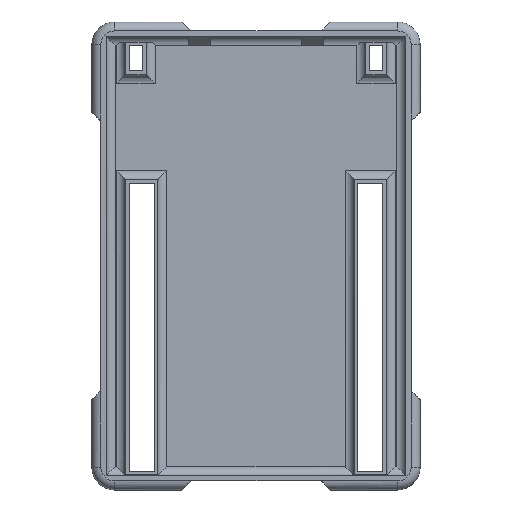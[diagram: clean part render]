
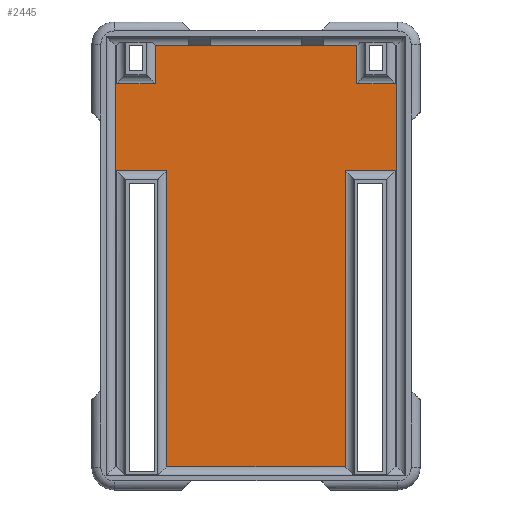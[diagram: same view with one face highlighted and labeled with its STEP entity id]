
A CAD part, top view. The second image highlights one B-rep face of the part: STEP entity #2445.
In plain terms, the highlighted planar face has unit normal (0, 0, 1).
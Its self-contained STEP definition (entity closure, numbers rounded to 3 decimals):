
#39=PLANE('',#2604);
#124=FACE_OUTER_BOUND('',#263,.T.);
#263=EDGE_LOOP('',(#1667,#1668,#1669,#1670,#1671,#1672,#1673,#1674,#1675,
#1676,#1677,#1678,#1679,#1680,#1681,#1682,#1683,#1684,#1685,#1686));
#522=LINE('',#3602,#785);
#524=LINE('',#3612,#787);
#527=LINE('',#3623,#790);
#528=LINE('',#3626,#791);
#529=LINE('',#3628,#792);
#530=LINE('',#3630,#793);
#531=LINE('',#3632,#794);
#532=LINE('',#3634,#795);
#533=LINE('',#3636,#796);
#534=LINE('',#3638,#797);
#535=LINE('',#3640,#798);
#536=LINE('',#3642,#799);
#537=LINE('',#3644,#800);
#538=LINE('',#3646,#801);
#539=LINE('',#3648,#802);
#540=LINE('',#3650,#803);
#541=LINE('',#3652,#804);
#542=LINE('',#3654,#805);
#543=LINE('',#3656,#806);
#544=LINE('',#3657,#807);
#785=VECTOR('',#2845,10.);
#787=VECTOR('',#2855,10.);
#790=VECTOR('',#2866,10.);
#791=VECTOR('',#2869,10.);
#792=VECTOR('',#2870,10.);
#793=VECTOR('',#2871,10.);
#794=VECTOR('',#2872,10.);
#795=VECTOR('',#2873,10.);
#796=VECTOR('',#2874,10.);
#797=VECTOR('',#2875,10.);
#798=VECTOR('',#2876,10.);
#799=VECTOR('',#2877,10.);
#800=VECTOR('',#2878,10.);
#801=VECTOR('',#2879,10.);
#802=VECTOR('',#2880,10.);
#803=VECTOR('',#2881,10.);
#804=VECTOR('',#2882,10.);
#805=VECTOR('',#2883,10.);
#806=VECTOR('',#2884,10.);
#807=VECTOR('',#2885,10.);
#1048=VERTEX_POINT('',#3600);
#1049=VERTEX_POINT('',#3601);
#1053=VERTEX_POINT('',#3611);
#1057=VERTEX_POINT('',#3621);
#1058=VERTEX_POINT('',#3625);
#1059=VERTEX_POINT('',#3627);
#1060=VERTEX_POINT('',#3629);
#1061=VERTEX_POINT('',#3631);
#1062=VERTEX_POINT('',#3633);
#1063=VERTEX_POINT('',#3635);
#1064=VERTEX_POINT('',#3637);
#1065=VERTEX_POINT('',#3639);
#1066=VERTEX_POINT('',#3641);
#1067=VERTEX_POINT('',#3643);
#1068=VERTEX_POINT('',#3645);
#1069=VERTEX_POINT('',#3647);
#1070=VERTEX_POINT('',#3649);
#1071=VERTEX_POINT('',#3651);
#1072=VERTEX_POINT('',#3653);
#1073=VERTEX_POINT('',#3655);
#1283=EDGE_CURVE('',#1048,#1049,#522,.T.);
#1288=EDGE_CURVE('',#1053,#1048,#524,.T.);
#1294=EDGE_CURVE('',#1057,#1053,#527,.T.);
#1295=EDGE_CURVE('',#1058,#1057,#528,.T.);
#1296=EDGE_CURVE('',#1059,#1058,#529,.T.);
#1297=EDGE_CURVE('',#1060,#1059,#530,.T.);
#1298=EDGE_CURVE('',#1061,#1060,#531,.T.);
#1299=EDGE_CURVE('',#1062,#1061,#532,.T.);
#1300=EDGE_CURVE('',#1063,#1062,#533,.T.);
#1301=EDGE_CURVE('',#1064,#1063,#534,.T.);
#1302=EDGE_CURVE('',#1065,#1064,#535,.T.);
#1303=EDGE_CURVE('',#1066,#1065,#536,.T.);
#1304=EDGE_CURVE('',#1067,#1066,#537,.T.);
#1305=EDGE_CURVE('',#1068,#1067,#538,.T.);
#1306=EDGE_CURVE('',#1069,#1068,#539,.T.);
#1307=EDGE_CURVE('',#1070,#1069,#540,.T.);
#1308=EDGE_CURVE('',#1071,#1070,#541,.T.);
#1309=EDGE_CURVE('',#1072,#1071,#542,.T.);
#1310=EDGE_CURVE('',#1073,#1072,#543,.T.);
#1311=EDGE_CURVE('',#1049,#1073,#544,.T.);
#1667=ORIENTED_EDGE('',*,*,#1283,.F.);
#1668=ORIENTED_EDGE('',*,*,#1288,.F.);
#1669=ORIENTED_EDGE('',*,*,#1294,.F.);
#1670=ORIENTED_EDGE('',*,*,#1295,.F.);
#1671=ORIENTED_EDGE('',*,*,#1296,.F.);
#1672=ORIENTED_EDGE('',*,*,#1297,.F.);
#1673=ORIENTED_EDGE('',*,*,#1298,.F.);
#1674=ORIENTED_EDGE('',*,*,#1299,.F.);
#1675=ORIENTED_EDGE('',*,*,#1300,.F.);
#1676=ORIENTED_EDGE('',*,*,#1301,.F.);
#1677=ORIENTED_EDGE('',*,*,#1302,.F.);
#1678=ORIENTED_EDGE('',*,*,#1303,.F.);
#1679=ORIENTED_EDGE('',*,*,#1304,.F.);
#1680=ORIENTED_EDGE('',*,*,#1305,.F.);
#1681=ORIENTED_EDGE('',*,*,#1306,.F.);
#1682=ORIENTED_EDGE('',*,*,#1307,.F.);
#1683=ORIENTED_EDGE('',*,*,#1308,.F.);
#1684=ORIENTED_EDGE('',*,*,#1309,.F.);
#1685=ORIENTED_EDGE('',*,*,#1310,.F.);
#1686=ORIENTED_EDGE('',*,*,#1311,.F.);
#2445=ADVANCED_FACE('',(#124),#39,.F.);
#2604=AXIS2_PLACEMENT_3D('',#3624,#2867,#2868);
#2845=DIRECTION('',(0.,1.,0.));
#2855=DIRECTION('',(1.,0.,0.));
#2866=DIRECTION('',(0.,-1.,0.));
#2867=DIRECTION('center_axis',(0.,0.,-1.));
#2868=DIRECTION('ref_axis',(-1.,0.,0.));
#2869=DIRECTION('',(1.,0.,0.));
#2870=DIRECTION('',(0.,1.,0.));
#2871=DIRECTION('',(1.,0.,0.));
#2872=DIRECTION('',(0.,-1.,0.));
#2873=DIRECTION('',(1.,0.,0.));
#2874=DIRECTION('',(0.,1.,0.));
#2875=DIRECTION('',(-1.,0.,0.));
#2876=DIRECTION('',(0.,-1.,0.));
#2877=DIRECTION('',(-1.,0.,0.));
#2878=DIRECTION('',(0.,1.,0.));
#2879=DIRECTION('',(-1.,0.,0.));
#2880=DIRECTION('',(0.,-1.,0.));
#2881=DIRECTION('',(-1.,0.,0.));
#2882=DIRECTION('',(0.,1.,0.));
#2883=DIRECTION('',(-1.,0.,0.));
#2884=DIRECTION('',(0.,-1.,0.));
#2885=DIRECTION('',(1.,0.,0.));
#3600=CARTESIAN_POINT('',(-2.01,-10.21,-3.));
#3601=CARTESIAN_POINT('',(-2.01,-1.75,-3.));
#3602=CARTESIAN_POINT('',(-2.01,-0.515,-3.));
#3611=CARTESIAN_POINT('',(-10.65,-10.21,-3.));
#3612=CARTESIAN_POINT('',(-2.005,-10.21,-3.));
#3621=CARTESIAN_POINT('',(-10.65,-1.75,-3.));
#3623=CARTESIAN_POINT('',(-10.65,-4.105,-3.));
#3624=CARTESIAN_POINT('Origin',(0.,0.,-3.));
#3625=CARTESIAN_POINT('',(-55.35,-1.75,-3.));
#3626=CARTESIAN_POINT('',(0.125,-1.75,-3.));
#3627=CARTESIAN_POINT('',(-55.35,-10.21,-3.));
#3628=CARTESIAN_POINT('',(-55.35,-0.515,-3.));
#3629=CARTESIAN_POINT('',(-63.99,-10.21,-3.));
#3630=CARTESIAN_POINT('',(-28.675,-10.21,-3.));
#3631=CARTESIAN_POINT('',(-63.99,-1.75,-3.));
#3632=CARTESIAN_POINT('',(-63.99,-4.105,-3.));
#3633=CARTESIAN_POINT('',(-64.25,-1.75,-3.));
#3634=CARTESIAN_POINT('',(0.125,-1.75,-3.));
#3635=CARTESIAN_POINT('',(-64.25,-95.25,-3.));
#3636=CARTESIAN_POINT('',(-64.25,0.125,-3.));
#3637=CARTESIAN_POINT('',(-63.99,-95.25,-3.));
#3638=CARTESIAN_POINT('',(-33.125,-95.25,-3.));
#3639=CARTESIAN_POINT('',(-63.99,-29.5,-3.));
#3640=CARTESIAN_POINT('',(-63.99,-48.55,-3.));
#3641=CARTESIAN_POINT('',(-52.81,-29.5,-3.));
#3642=CARTESIAN_POINT('',(-30.995,-29.5,-3.));
#3643=CARTESIAN_POINT('',(-52.81,-95.25,-3.));
#3644=CARTESIAN_POINT('',(-52.81,-15.75,-3.));
#3645=CARTESIAN_POINT('',(-13.19,-95.25,-3.));
#3646=CARTESIAN_POINT('',(-33.125,-95.25,-3.));
#3647=CARTESIAN_POINT('',(-13.19,-29.5,-3.));
#3648=CARTESIAN_POINT('',(-13.19,-48.55,-3.));
#3649=CARTESIAN_POINT('',(-2.01,-29.5,-3.));
#3650=CARTESIAN_POINT('',(-5.595,-29.5,-3.));
#3651=CARTESIAN_POINT('',(-2.01,-95.25,-3.));
#3652=CARTESIAN_POINT('',(-2.01,-15.75,-3.));
#3653=CARTESIAN_POINT('',(-1.75,-95.25,-3.));
#3654=CARTESIAN_POINT('',(-33.125,-95.25,-3.));
#3655=CARTESIAN_POINT('',(-1.75,-1.75,-3.));
#3656=CARTESIAN_POINT('',(-1.75,-48.625,-3.));
#3657=CARTESIAN_POINT('',(0.125,-1.75,-3.));
